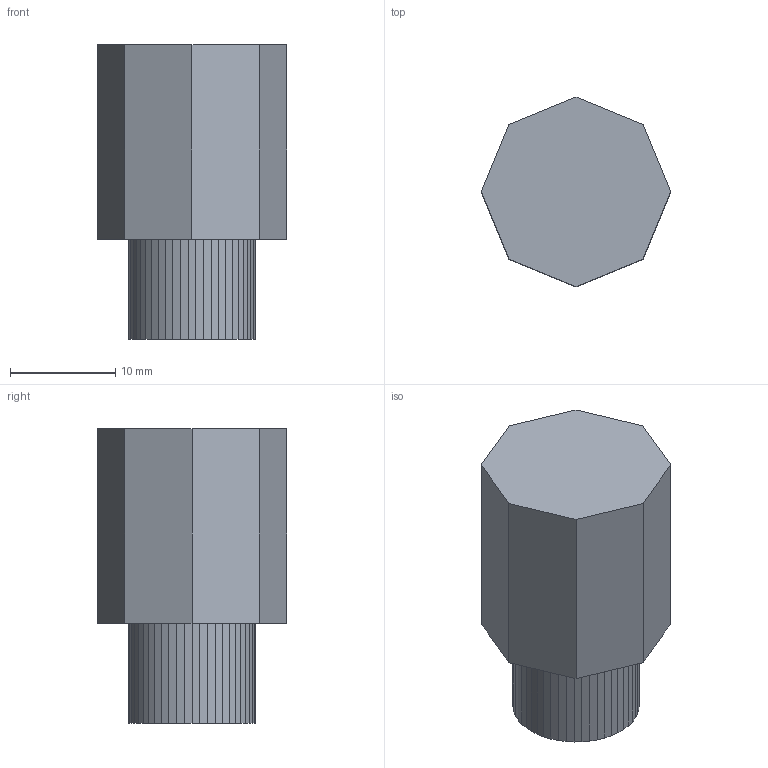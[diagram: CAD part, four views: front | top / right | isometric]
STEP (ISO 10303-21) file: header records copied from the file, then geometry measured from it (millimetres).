
FILE_DESCRIPTION(('FreeCAD Model'),'2;1');
FILE_NAME('Manipulator_thumbscrew.step','2019-05-26T21:50:29',( 'Author'),(''),'Open CASCADE STEP processor 7.3','FreeCAD','Unknown' );
FILE_SCHEMA(('AUTOMOTIVE_DESIGN { 1 0 10303 214 1 1 1 1 }'));
Length unit declared in the file: millimetre
Products named in the file (1): difference006
Bounding box: 18 x 18 x 28 mm (x, y, z)
Volume: 4851.7 mm3; surface area: 2087.6 mm2
Topology: 1 solids, 1 shells, 68 faces, 192 edges, 128 vertices
Faces by surface type: plane 68
Entity records: 5040 total; most frequent: CARTESIAN_POINT 873, DIRECTION 614, LINE 476, VECTOR 476, ORIENTED_EDGE 384, PCURVE 384, DEFINITIONAL_REPRESENTATION 384, EDGE_CURVE 192
